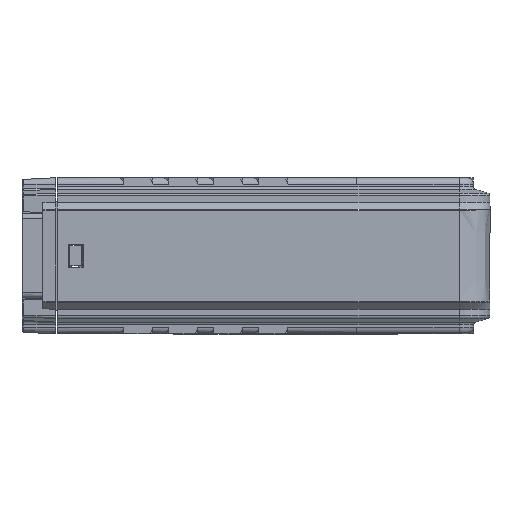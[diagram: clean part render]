
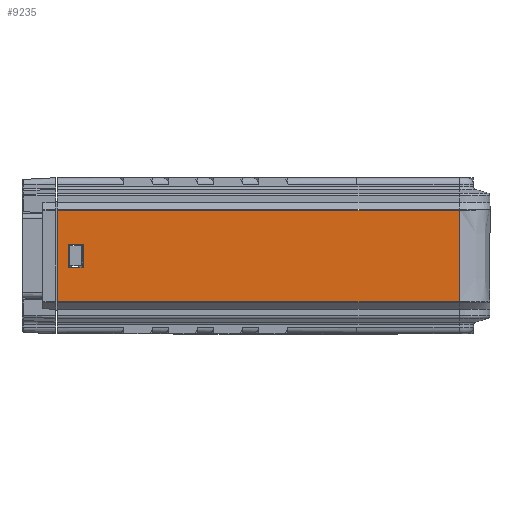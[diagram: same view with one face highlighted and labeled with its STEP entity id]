
A CAD part, left-side view. The second image highlights one B-rep face of the part: STEP entity #9235.
In plain terms, the highlighted planar face has unit normal (-1, 0, 0).
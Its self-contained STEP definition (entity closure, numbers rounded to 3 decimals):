
#3153 = CARTESIAN_POINT ( 'NONE',  ( -54.5, -69.5, -8. ) ) ;
#3154 = FACE_BOUND ( 'NONE', #37165, .T. ) ;
#3158 = FACE_OUTER_BOUND ( 'NONE', #37180, .T. ) ;
#3159 = PLANE ( 'NONE',  #21163 ) ;
#3161 = DIRECTION ( 'NONE',  ( 1., 0., 0. ) ) ;
#3162 = DIRECTION ( 'NONE',  ( 0., 1., 0. ) ) ;
#5173 = VECTOR ( 'NONE', #20641, 1000. ) ;
#5176 = VECTOR ( 'NONE', #20650, 1000. ) ;
#5179 = VECTOR ( 'NONE', #20669, 1000. ) ;
#5181 = VECTOR ( 'NONE', #20709, 1000. ) ;
#5182 = VECTOR ( 'NONE', #20688, 1000. ) ;
#5183 = VECTOR ( 'NONE', #20695, 1000. ) ;
#9235 = ADVANCED_FACE ( 'NONE', ( #3158, #3154 ), #3159, .F. ) ;
#9968 = B_SPLINE_CURVE_WITH_KNOTS ( 'NONE', 3,
 ( #20697, #20700, #20716, #20718 ),
 .UNSPECIFIED., .F., .F.,
 ( 4, 4 ),
 ( 0., 0.07 ),
 .UNSPECIFIED. ) ;
#10266 = B_SPLINE_CURVE_WITH_KNOTS ( 'NONE', 3,
 ( #20673, #20653, #20702, #20704 ),
 .UNSPECIFIED., .F., .F.,
 ( 4, 4 ),
 ( 0.139, 0.209 ),
 .UNSPECIFIED. ) ;
#13050 = ORIENTED_EDGE ( 'NONE', *, *, #47430, .F. ) ;
#13053 = ORIENTED_EDGE ( 'NONE', *, *, #47414, .T. ) ;
#13056 = ORIENTED_EDGE ( 'NONE', *, *, #47407, .T. ) ;
#13059 = ORIENTED_EDGE ( 'NONE', *, *, #47427, .T. ) ;
#13078 = ORIENTED_EDGE ( 'NONE', *, *, #47432, .T. ) ;
#13080 = ORIENTED_EDGE ( 'NONE', *, *, #47420, .T. ) ;
#13082 = ORIENTED_EDGE ( 'NONE', *, *, #47434, .F. ) ;
#13949 = ORIENTED_EDGE ( 'NONE', *, *, #47437, .T. ) ;
#17827 = VERTEX_POINT ( 'NONE', #41864 ) ;
#17884 = VERTEX_POINT ( 'NONE', #41960 ) ;
#17886 = VERTEX_POINT ( 'NONE', #41963 ) ;
#17887 = VERTEX_POINT ( 'NONE', #41965 ) ;
#17889 = VERTEX_POINT ( 'NONE', #41969 ) ;
#17890 = VERTEX_POINT ( 'NONE', #41970 ) ;
#17891 = VERTEX_POINT ( 'NONE', #41971 ) ;
#17892 = VERTEX_POINT ( 'NONE', #41973 ) ;
#20638 = LINE ( 'NONE', #20640, #5173 ) ;
#20640 = CARTESIAN_POINT ( 'NONE',  ( -54.5, -1.96, -2. ) ) ;
#20641 = DIRECTION ( 'NONE',  ( 0., 0., 1. ) ) ;
#20647 = LINE ( 'NONE', #20648, #5176 ) ;
#20648 = CARTESIAN_POINT ( 'NONE',  ( -54.5, -4.46, -2. ) ) ;
#20650 = DIRECTION ( 'NONE',  ( 0., 1., 0. ) ) ;
#20653 = CARTESIAN_POINT ( 'NONE',  ( -54.5, -23.167, -7.919 ) ) ;
#20664 = LINE ( 'NONE', #20667, #5179 ) ;
#20667 = CARTESIAN_POINT ( 'NONE',  ( -54.5, -4.46, -2. ) ) ;
#20669 = DIRECTION ( 'NONE',  ( 0., 0., -1. ) ) ;
#20673 = CARTESIAN_POINT ( 'NONE',  ( -54.5, 0., -7.919 ) ) ;
#20684 = LINE ( 'NONE', #20686, #5182 ) ;
#20686 = CARTESIAN_POINT ( 'NONE',  ( -54.5, -4.46, 2. ) ) ;
#20688 = DIRECTION ( 'NONE',  ( 0., -1., 0. ) ) ;
#20690 = LINE ( 'NONE', #20693, #5183 ) ;
#20693 = CARTESIAN_POINT ( 'NONE',  ( -54.5, 0., 13.5 ) ) ;
#20695 = DIRECTION ( 'NONE',  ( 0., 0., 1. ) ) ;
#20697 = CARTESIAN_POINT ( 'NONE',  ( -54.5, -69.5, 7.919 ) ) ;
#20698 = LINE ( 'NONE', #20706, #5181 ) ;
#20700 = CARTESIAN_POINT ( 'NONE',  ( -54.5, -46.333, 7.919 ) ) ;
#20702 = CARTESIAN_POINT ( 'NONE',  ( -54.5, -46.333, -7.919 ) ) ;
#20704 = CARTESIAN_POINT ( 'NONE',  ( -54.5, -69.5, -7.919 ) ) ;
#20706 = CARTESIAN_POINT ( 'NONE',  ( -54.5, -69.5, 0. ) ) ;
#20709 = DIRECTION ( 'NONE',  ( 0., 0., -1. ) ) ;
#20716 = CARTESIAN_POINT ( 'NONE',  ( -54.5, -23.167, 7.919 ) ) ;
#20718 = CARTESIAN_POINT ( 'NONE',  ( -54.5, 0., 7.919 ) ) ;
#21163 = AXIS2_PLACEMENT_3D ( 'NONE', #3153, #3161, #3162 ) ;
#37165 = EDGE_LOOP ( 'NONE', ( #13059, #13080, #13053, #13056 ) ) ;
#37180 = EDGE_LOOP ( 'NONE', ( #13050, #13078, #13082, #13949 ) ) ;
#41864 = CARTESIAN_POINT ( 'NONE',  ( -54.5, -69.5, -7.919 ) ) ;
#41960 = CARTESIAN_POINT ( 'NONE',  ( -54.5, -69.5, 7.919 ) ) ;
#41963 = CARTESIAN_POINT ( 'NONE',  ( -54.5, -1.96, -2. ) ) ;
#41965 = CARTESIAN_POINT ( 'NONE',  ( -54.5, -1.96, 2. ) ) ;
#41969 = CARTESIAN_POINT ( 'NONE',  ( -54.5, -4.46, -2. ) ) ;
#41970 = CARTESIAN_POINT ( 'NONE',  ( -54.5, 0., 7.919 ) ) ;
#41971 = CARTESIAN_POINT ( 'NONE',  ( -54.5, -4.46, 2. ) ) ;
#41973 = CARTESIAN_POINT ( 'NONE',  ( -54.5, 0., -7.919 ) ) ;
#47407 = EDGE_CURVE ( 'NONE', #17886, #17887, #20638, .T. ) ;
#47414 = EDGE_CURVE ( 'NONE', #17889, #17886, #20647, .T. ) ;
#47420 = EDGE_CURVE ( 'NONE', #17891, #17889, #20664, .T. ) ;
#47427 = EDGE_CURVE ( 'NONE', #17887, #17891, #20684, .T. ) ;
#47430 = EDGE_CURVE ( 'NONE', #17892, #17890, #20690, .T. ) ;
#47432 = EDGE_CURVE ( 'NONE', #17892, #17827, #10266, .T. ) ;
#47434 = EDGE_CURVE ( 'NONE', #17884, #17827, #20698, .T. ) ;
#47437 = EDGE_CURVE ( 'NONE', #17884, #17890, #9968, .T. ) ;
